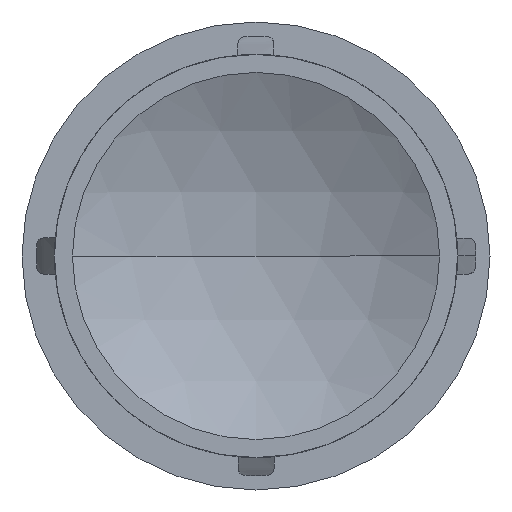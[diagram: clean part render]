
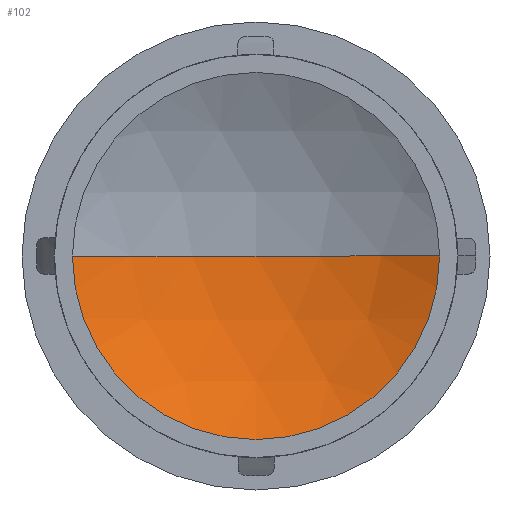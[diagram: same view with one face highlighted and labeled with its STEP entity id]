
A CAD part, left-side view. The second image highlights one B-rep face of the part: STEP entity #102.
In plain terms, the highlighted spherical face has radius 2.692 mm.
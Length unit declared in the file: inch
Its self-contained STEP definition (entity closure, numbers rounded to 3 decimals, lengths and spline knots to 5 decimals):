
#12 = AXIS2_PLACEMENT_3D ( 'NONE', #43, #585, #796 ) ;
#32 = AXIS2_PLACEMENT_3D ( 'NONE', #684, #247, #905 ) ;
#42 = CARTESIAN_POINT ( 'NONE',  ( -0.5, 0., 0. ) ) ;
#43 = CARTESIAN_POINT ( 'NONE',  ( -0.59292, 0., 0. ) ) ;
#49 = SPHERICAL_SURFACE ( 'NONE', #32, 0.106 ) ;
#102 = ADVANCED_FACE ( 'NONE', ( #1054 ), #49, .F. ) ;
#133 = EDGE_CURVE ( 'NONE', #1167, #439, #1242, .T. ) ;
#247 = DIRECTION ( 'NONE',  ( 0., 0., 1. ) ) ;
#299 = AXIS2_PLACEMENT_3D ( 'NONE', #42, #1231, #693 ) ;
#307 = VERTEX_POINT ( 'NONE', #1198 ) ;
#409 = EDGE_LOOP ( 'NONE', ( #1248, #1072, #869 ) ) ;
#411 = DIRECTION ( 'NONE',  ( 0., 0., 1. ) ) ;
#439 = VERTEX_POINT ( 'NONE', #1277 ) ;
#469 = CIRCLE ( 'NONE', #859, 0.106 ) ;
#520 = DIRECTION ( 'NONE',  ( 0., -1., 0. ) ) ;
#584 = CARTESIAN_POINT ( 'NONE',  ( -0.5, 0.051, 0. ) ) ;
#585 = DIRECTION ( 'NONE',  ( 0., 0., -1. ) ) ;
#684 = CARTESIAN_POINT ( 'NONE',  ( -0.59292, 0., 0. ) ) ;
#693 = DIRECTION ( 'NONE',  ( 0., 0., -1. ) ) ;
#796 = DIRECTION ( 'NONE',  ( -1., 0., 0. ) ) ;
#859 = AXIS2_PLACEMENT_3D ( 'NONE', #1241, #411, #520 ) ;
#869 = ORIENTED_EDGE ( 'NONE', *, *, #133, .F. ) ;
#905 = DIRECTION ( 'NONE',  ( 0., 1., 0. ) ) ;
#963 = EDGE_CURVE ( 'NONE', #307, #439, #469, .T. ) ;
#1054 = FACE_OUTER_BOUND ( 'NONE', #409, .T. ) ;
#1072 = ORIENTED_EDGE ( 'NONE', *, *, #963, .T. ) ;
#1156 = EDGE_CURVE ( 'NONE', #307, #1167, #1205, .T. ) ;
#1167 = VERTEX_POINT ( 'NONE', #584 ) ;
#1198 = CARTESIAN_POINT ( 'NONE',  ( -0.5, -0.051, 0. ) ) ;
#1205 = CIRCLE ( 'NONE', #299, 0.051 ) ;
#1231 = DIRECTION ( 'NONE',  ( 1., 0., 0. ) ) ;
#1241 = CARTESIAN_POINT ( 'NONE',  ( -0.59292, 0., 0. ) ) ;
#1242 = CIRCLE ( 'NONE', #12, 0.106 ) ;
#1248 = ORIENTED_EDGE ( 'NONE', *, *, #1156, .F. ) ;
#1277 = CARTESIAN_POINT ( 'NONE',  ( -0.48692, 0., 0. ) ) ;
